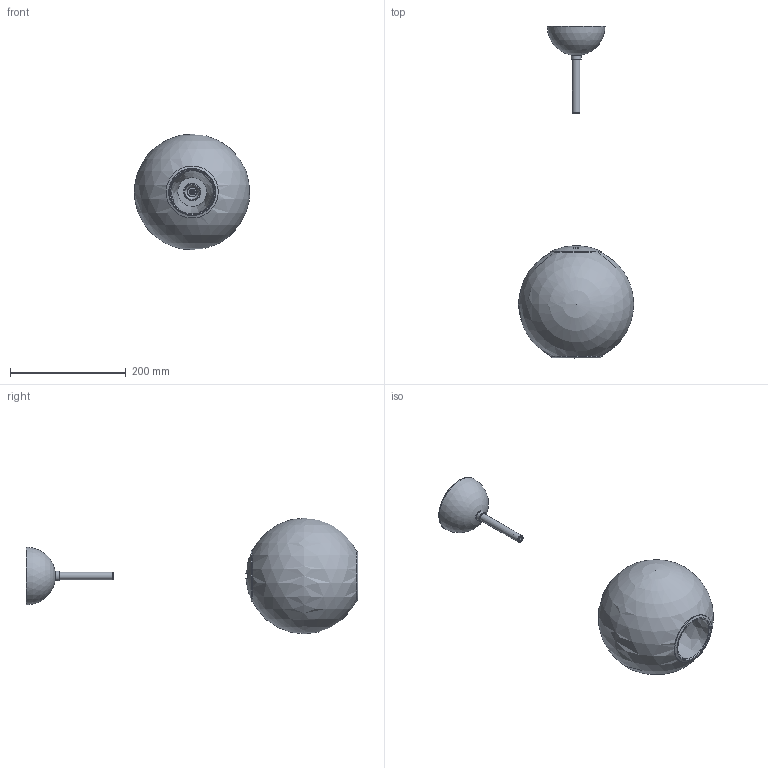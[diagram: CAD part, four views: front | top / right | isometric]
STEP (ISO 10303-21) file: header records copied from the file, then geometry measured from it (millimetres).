
FILE_DESCRIPTION(/* description */ (''),/* implementation_level */ '2;1');
FILE_NAME(/* name */ 'F364480150xxNE.stp',/* time_stamp */ '2020-01-21T08:52:29+01:00',/* author */ ('sghezzi'),/* organization */ (''),/* preprocessor_version */ 'ST-DEVELOPER v17.2',/* originating_system */ 'Autodesk Inventor 2019',/* authorisation */ '');
FILE_SCHEMA (('AUTOMOTIVE_DESIGN { 1 0 10303 214 3 1 1 }'));
Length unit declared in the file: millimetre
Products named in the file (22): Assieme prova; Diffusore; PIATTELLO SUPER; COPRIPIATTELLO; Guarnizione ny; Articolo 36551 Sacla; Articolo 36561 Sacla; 005535800 ; Riflettore; 063022100; 007348510; 054028100_PL_ E14_ART591FT_ZnBi_T230; Tige interna; CAVALLOTTO; 063021000; 060009000_DADO_ES_M10X1_H3_L13_ZnBi; 006322902; 065007460 VITE M3x20 TCb+FE ZnBi; ROSONE GUIDOLUX; 007600931_Tubetto fil D13 L100 CR; Gancio 49.0710 Rovelli; 006514125 Passacavo 5141.05 ny neutro
Assembly tree (28 placements, depth 2):
  Assieme prova
    Diffusore
    PIATTELLO SUPER
    COPRIPIATTELLO
    Guarnizione ny
    Articolo 36551 Sacla
    Articolo 36561 Sacla
    005535800 
    Riflettore
    063022100  x2
    060009000_DADO_ES_M10X1_H3_L13_ZnBi  x5
    007348510
    054028100_PL_ E14_ART591FT_ZnBi_T230
    Tige interna
    CAVALLOTTO
    063021000
    006322902  x2
    065007460 VITE M3x20 TCb+FE ZnBi  x2
    ROSONE GUIDOLUX
    007600931_Tubetto fil D13 L100 CR
    Gancio 49.0710 Rovelli
    006514125 Passacavo 5141.05 ny neutro
Bounding box: 199.27 x 573.9 x 200 mm (x, y, z)
Volume: 426383.6 mm3; surface area: 397480.9 mm2
Topology: 28 solids, 28 shells, 667 faces, 1710 edges, 1119 vertices
Faces by surface type: plane 425, cylinder 178, cone 32, torus 12, sphere 10, bspline 10
Full cylindrical faces by diameter (mm): 2.459 x5, 3 x6, 3.242 x1, 4 x2, 5 x2, 5.6 x2, 6 x1, 7 x1, 7.5 x1, 8 x1, 8.376 x5, 9.5 x1, 10 x6, 10.5 x2, 11.311 x1, 11.5 x1, 11.582 x1, 12.5 x1, 13 x3, 13.5 x1, 14 x1, 16 x1, 17 x1, 18 x2, 26 x1, 28 x2, 30 x1, 64 x1, 66 x1, 67 x1
Entity records: 15151 total; most frequent: CARTESIAN_POINT 2975, DIRECTION 2542, ORIENTED_EDGE 2306, EDGE_CURVE 1153, AXIS2_PLACEMENT_3D 961, VERTEX_POINT 774, LINE 620, VECTOR 620
